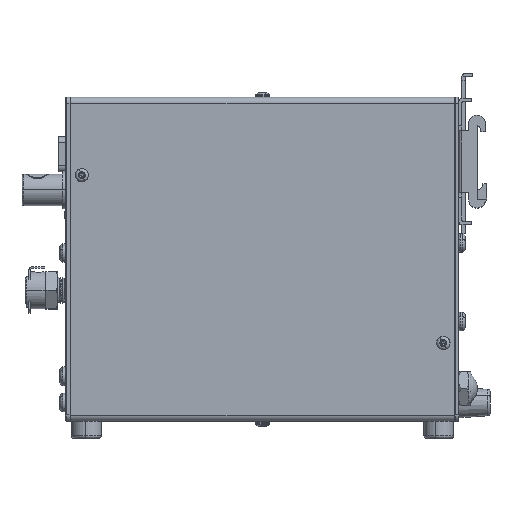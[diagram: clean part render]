
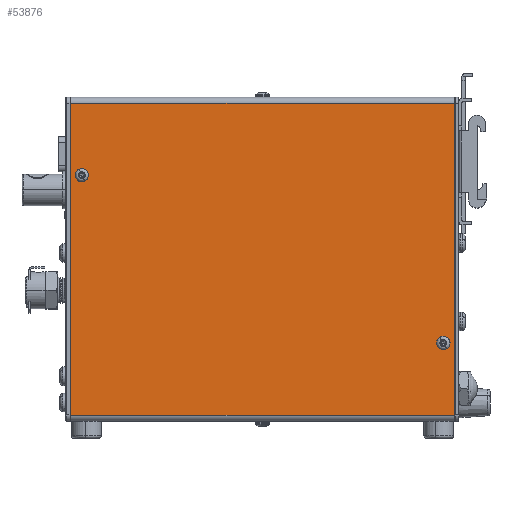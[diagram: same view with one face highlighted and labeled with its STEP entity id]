
A CAD part, top view. The second image highlights one B-rep face of the part: STEP entity #53876.
In plain terms, the highlighted planar face has unit normal (0, 0, 1).
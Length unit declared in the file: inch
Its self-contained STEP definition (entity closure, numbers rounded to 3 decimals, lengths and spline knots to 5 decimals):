
#267 = CARTESIAN_POINT ( 'NONE',  ( -32.95201, 6.71731, -2.34424 ) ) ;
#377 = EDGE_LOOP ( 'NONE', ( #133688, #133339, #4680, #159814 ) ) ;
#2539 = VERTEX_POINT ( 'NONE', #110311 ) ;
#4680 = ORIENTED_EDGE ( 'NONE', *, *, #157998, .F. ) ;
#7744 = EDGE_CURVE ( 'NONE', #2539, #82296, #102233, .T. ) ;
#10825 = PLANE ( 'NONE',  #143642 ) ;
#23684 = EDGE_CURVE ( 'NONE', #80660, #185859, #154694, .T. ) ;
#25650 = VERTEX_POINT ( 'NONE', #122688 ) ;
#25888 = FACE_OUTER_BOUND ( 'NONE', #377, .T. ) ;
#26171 = DIRECTION ( 'NONE',  ( 0., 0., 1. ) ) ;
#26795 = FACE_BOUND ( 'NONE', #146691, .T. ) ;
#31730 = CIRCLE ( 'NONE', #103862, 0.09 ) ;
#32416 = CARTESIAN_POINT ( 'NONE',  ( -25.48, 1.81875, -2.34424 ) ) ;
#32874 = EDGE_LOOP ( 'NONE', ( #167035, #130068 ) ) ;
#36096 = VECTOR ( 'NONE', #166761, 39.37008 ) ;
#40272 = DIRECTION ( 'NONE',  ( 0., -1., 0. ) ) ;
#41913 = LINE ( 'NONE', #99344, #36096 ) ;
#42270 = CARTESIAN_POINT ( 'NONE',  ( -32.73001, 5.27731, -2.34424 ) ) ;
#42415 = EDGE_CURVE ( 'NONE', #25650, #159348, #66377, .T. ) ;
#49383 = LINE ( 'NONE', #91771, #67973 ) ;
#51461 = CIRCLE ( 'NONE', #177738, 0.09 ) ;
#53815 = CARTESIAN_POINT ( 'NONE',  ( -25.48, 1.99875, -2.34424 ) ) ;
#53876 = ADVANCED_FACE ( 'NONE', ( #25888, #65480, #26795 ), #10825, .T. ) ;
#59072 = VECTOR ( 'NONE', #177469, 39.37008 ) ;
#63485 = VERTEX_POINT ( 'NONE', #32416 ) ;
#65480 = FACE_BOUND ( 'NONE', #32874, .T. ) ;
#66016 = AXIS2_PLACEMENT_3D ( 'NONE', #173414, #160207, #118774 ) ;
#66258 = AXIS2_PLACEMENT_3D ( 'NONE', #42270, #114759, #140262 ) ;
#66377 = LINE ( 'NONE', #90903, #59072 ) ;
#67973 = VECTOR ( 'NONE', #164223, 39.37008 ) ;
#71657 = DIRECTION ( 'NONE',  ( 0., -1., 0. ) ) ;
#79897 = CARTESIAN_POINT ( 'NONE',  ( -25.48, 1.90875, -2.34424 ) ) ;
#80660 = VERTEX_POINT ( 'NONE', #134614 ) ;
#82296 = VERTEX_POINT ( 'NONE', #171927 ) ;
#84218 = DIRECTION ( 'NONE',  ( 1., 0., 0. ) ) ;
#84807 = EDGE_CURVE ( 'NONE', #82296, #2539, #51461, .T. ) ;
#84894 = VECTOR ( 'NONE', #113240, 39.37008 ) ;
#90903 = CARTESIAN_POINT ( 'NONE',  ( -25.258, 6.71731, -2.34424 ) ) ;
#91771 = CARTESIAN_POINT ( 'NONE',  ( -25.258, 0.34375, -2.34424 ) ) ;
#98545 = EDGE_CURVE ( 'NONE', #118930, #63485, #117036, .T. ) ;
#99344 = CARTESIAN_POINT ( 'NONE',  ( -32.95201, 0.34375, -2.34424 ) ) ;
#102233 = CIRCLE ( 'NONE', #66258, 0.09 ) ;
#103862 = AXIS2_PLACEMENT_3D ( 'NONE', #79897, #26171, #40272 ) ;
#110311 = CARTESIAN_POINT ( 'NONE',  ( -32.73001, 5.36731, -2.34424 ) ) ;
#113240 = DIRECTION ( 'NONE',  ( 1., 0., 0. ) ) ;
#114759 = DIRECTION ( 'NONE',  ( 0., 0., 1. ) ) ;
#116758 = EDGE_CURVE ( 'NONE', #63485, #118930, #31730, .T. ) ;
#117036 = CIRCLE ( 'NONE', #66016, 0.09 ) ;
#118774 = DIRECTION ( 'NONE',  ( 0., -1., 0. ) ) ;
#118930 = VERTEX_POINT ( 'NONE', #53815 ) ;
#122688 = CARTESIAN_POINT ( 'NONE',  ( -25.258, 6.71731, -2.34424 ) ) ;
#125644 = DIRECTION ( 'NONE',  ( 0., 0., 1. ) ) ;
#127359 = CARTESIAN_POINT ( 'NONE',  ( -32.95201, 0.46625, -2.34424 ) ) ;
#130068 = ORIENTED_EDGE ( 'NONE', *, *, #7744, .F. ) ;
#133180 = ORIENTED_EDGE ( 'NONE', *, *, #116758, .F. ) ;
#133339 = ORIENTED_EDGE ( 'NONE', *, *, #42415, .T. ) ;
#133688 = ORIENTED_EDGE ( 'NONE', *, *, #153157, .F. ) ;
#134614 = CARTESIAN_POINT ( 'NONE',  ( -32.95201, 0.46625, -2.34424 ) ) ;
#140262 = DIRECTION ( 'NONE',  ( 0., -1., 0. ) ) ;
#142306 = DIRECTION ( 'NONE',  ( 0., 0., 1. ) ) ;
#143642 = AXIS2_PLACEMENT_3D ( 'NONE', #181237, #125644, #84218 ) ;
#146691 = EDGE_LOOP ( 'NONE', ( #133180, #180677 ) ) ;
#153157 = EDGE_CURVE ( 'NONE', #25650, #185859, #49383, .T. ) ;
#153778 = CARTESIAN_POINT ( 'NONE',  ( -25.258, 0.46625, -2.34424 ) ) ;
#154694 = LINE ( 'NONE', #127359, #84894 ) ;
#157998 = EDGE_CURVE ( 'NONE', #80660, #159348, #41913, .T. ) ;
#159348 = VERTEX_POINT ( 'NONE', #267 ) ;
#159814 = ORIENTED_EDGE ( 'NONE', *, *, #23684, .T. ) ;
#160207 = DIRECTION ( 'NONE',  ( 0., 0., 1. ) ) ;
#161005 = CARTESIAN_POINT ( 'NONE',  ( -32.73001, 5.27731, -2.34424 ) ) ;
#164223 = DIRECTION ( 'NONE',  ( 0., -1., 0. ) ) ;
#166761 = DIRECTION ( 'NONE',  ( 0., 1., 0. ) ) ;
#167035 = ORIENTED_EDGE ( 'NONE', *, *, #84807, .F. ) ;
#171927 = CARTESIAN_POINT ( 'NONE',  ( -32.73001, 5.18731, -2.34424 ) ) ;
#173414 = CARTESIAN_POINT ( 'NONE',  ( -25.48, 1.90875, -2.34424 ) ) ;
#177469 = DIRECTION ( 'NONE',  ( -1., 0., 0. ) ) ;
#177738 = AXIS2_PLACEMENT_3D ( 'NONE', #161005, #142306, #71657 ) ;
#180677 = ORIENTED_EDGE ( 'NONE', *, *, #98545, .F. ) ;
#181237 = CARTESIAN_POINT ( 'NONE',  ( -29.10501, 3.59178, -2.34424 ) ) ;
#185859 = VERTEX_POINT ( 'NONE', #153778 ) ;
